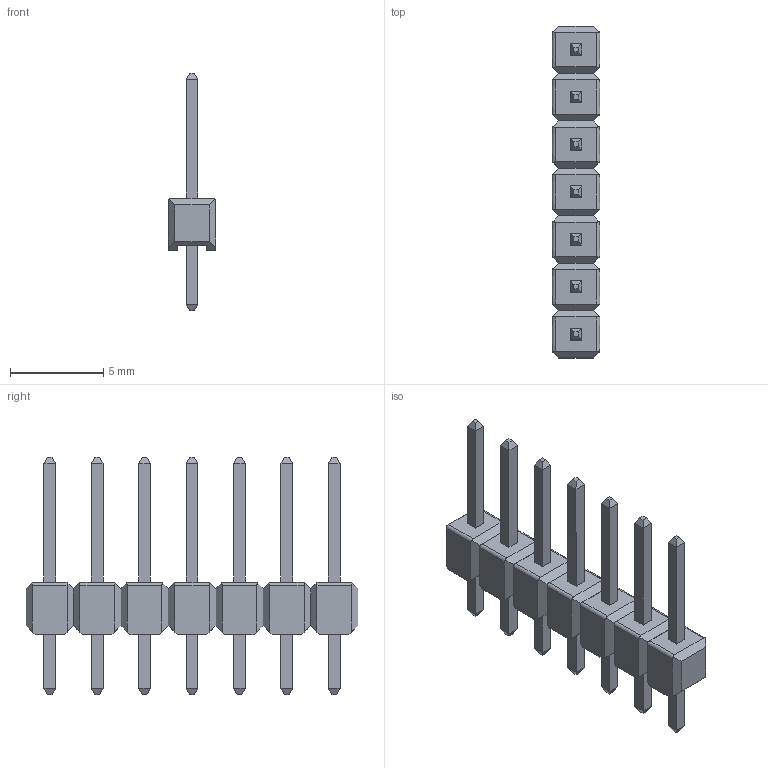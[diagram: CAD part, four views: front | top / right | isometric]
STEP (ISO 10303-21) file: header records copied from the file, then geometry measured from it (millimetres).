
FILE_DESCRIPTION(('FreeCAD Model'),'2;1');
FILE_NAME( 'Pin_Header_Straight_1x07.STEP', '2016-03-20T01:57:07',('Author'),(''), 'Open CASCADE STEP processor 6.8','FreeCAD','Unknown');
FILE_SCHEMA(('AUTOMOTIVE_DESIGN_CC2 { 1 2 10303 214 -1 1 5 4 }'));
Length unit declared in the file: millimetre
Products named in the file (15): Document; Document001; Document002; Document003; Document004; Document005; Document006; Document007; Document008; Document009; Document010; Document011; Document012; Document013; Document014
Bounding box: 2.54 x 17.78 x 12.7 mm (x, y, z)
Volume: 34.4 mm3; surface area: 472.9 mm2
Topology: 7 solids, 14 shells, 254 faces, 665 edges, 429 vertices
Faces by surface type: bspline 254
Entity records: 17732 total; most frequent: CARTESIAN_POINT 8825, B_SPLINE_CURVE_WITH_KNOTS 1933, ORIENTED_EDGE 1268, PCURVE 1268, DEFINITIONAL_REPRESENTATION 1268, EDGE_CURVE 658, SURFACE_CURVE 658, VERTEX_POINT 420
